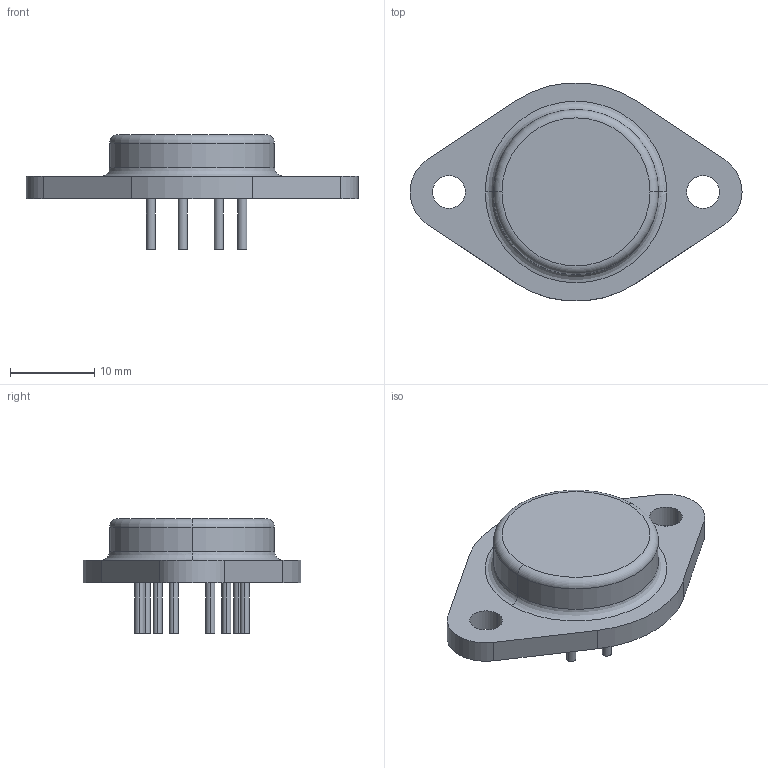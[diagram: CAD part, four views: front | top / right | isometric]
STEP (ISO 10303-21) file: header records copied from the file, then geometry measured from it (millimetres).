
FILE_DESCRIPTION((''),'2;1');
FILE_NAME('TEXAS_LMF (O–MBCY–W8).stp','2012-11-08T15:56:31',(''),(''),'Mechanical Desktop 2011','Mechanical Desktop 2011',', , ');
FILE_SCHEMA(('AUTOMOTIVE_DESIGN { 1 2 10303 214 1 1 1 1 }'));
Length unit declared in the file: millimetre
Products named in the file (1): Product
Bounding box: 39.37 x 25.82 x 13.62 mm (x, y, z)
Volume: 3282.4 mm3; surface area: 2068.1 mm2
Topology: 9 solids, 9 shells, 53 faces, 98 edges, 64 vertices
Faces by surface type: cylinder 26, plane 23, torus 2, bspline 2
Entity records: 1472 total; most frequent: CARTESIAN_POINT 304, DIRECTION 262, ORIENTED_EDGE 196, AXIS2_PLACEMENT_3D 112, EDGE_CURVE 98, VERTEX_POINT 64, CIRCLE 60, EDGE_LOOP 58
